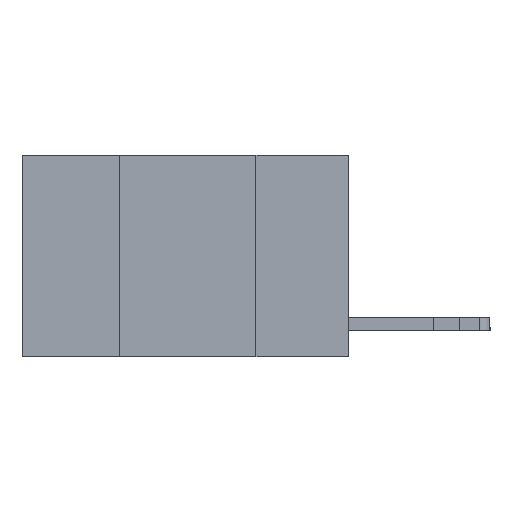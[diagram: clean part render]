
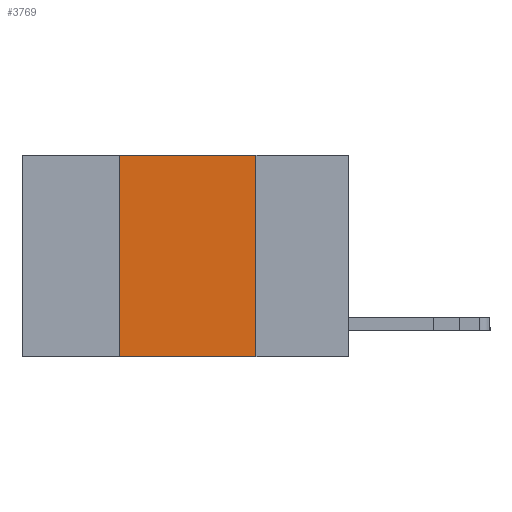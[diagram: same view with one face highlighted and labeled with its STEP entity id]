
A CAD part, left-side view. The second image highlights one B-rep face of the part: STEP entity #3769.
In plain terms, the highlighted planar face has unit normal (-1, 0, 0).
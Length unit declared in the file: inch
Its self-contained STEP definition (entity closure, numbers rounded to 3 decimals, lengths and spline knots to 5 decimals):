
#905 = LINE ( 'NONE', #8460, #9117 ) ;
#1129 = VECTOR ( 'NONE', #8288, 39.37008 ) ;
#1279 = CARTESIAN_POINT ( 'NONE',  ( 0., 0.42, -0.37 ) ) ;
#1656 = ORIENTED_EDGE ( 'NONE', *, *, #10478, .F. ) ;
#2494 = EDGE_CURVE ( 'NONE', #11574, #7325, #905, .T. ) ;
#2527 = VECTOR ( 'NONE', #11741, 39.37008 ) ;
#2970 = EDGE_LOOP ( 'NONE', ( #8325, #5508, #1656, #6422 ) ) ;
#3352 = CARTESIAN_POINT ( 'NONE',  ( 0., 0.6, 0. ) ) ;
#3470 = LINE ( 'NONE', #3352, #1129 ) ;
#3519 = AXIS2_PLACEMENT_3D ( 'NONE', #8039, #9932, #4047 ) ;
#3769 = ADVANCED_FACE ( 'NONE', ( #4179 ), #11775, .F. ) ;
#4047 = DIRECTION ( 'NONE',  ( 0., 0., -1. ) ) ;
#4179 = FACE_OUTER_BOUND ( 'NONE', #2970, .T. ) ;
#4699 = EDGE_CURVE ( 'NONE', #6182, #7325, #10673, .T. ) ;
#5508 = ORIENTED_EDGE ( 'NONE', *, *, #8368, .F. ) ;
#5750 = CARTESIAN_POINT ( 'NONE',  ( 0., 0.17, 0. ) ) ;
#6182 = VERTEX_POINT ( 'NONE', #1279 ) ;
#6223 = LINE ( 'NONE', #7914, #11437 ) ;
#6422 = ORIENTED_EDGE ( 'NONE', *, *, #4699, .T. ) ;
#6732 = CARTESIAN_POINT ( 'NONE',  ( 0., 0.17, -0.37 ) ) ;
#7325 = VERTEX_POINT ( 'NONE', #6732 ) ;
#7821 = CARTESIAN_POINT ( 'NONE',  ( 0., 0.6, -0.37 ) ) ;
#7914 = CARTESIAN_POINT ( 'NONE',  ( 0., 0.42, 0. ) ) ;
#8039 = CARTESIAN_POINT ( 'NONE',  ( 0., 0.6, 0. ) ) ;
#8288 = DIRECTION ( 'NONE',  ( 0., -1., 0. ) ) ;
#8325 = ORIENTED_EDGE ( 'NONE', *, *, #2494, .F. ) ;
#8368 = EDGE_CURVE ( 'NONE', #11571, #11574, #3470, .T. ) ;
#8460 = CARTESIAN_POINT ( 'NONE',  ( 0., 0.17, 0. ) ) ;
#8705 = DIRECTION ( 'NONE',  ( 0., 0., -1. ) ) ;
#9117 = VECTOR ( 'NONE', #8705, 39.37008 ) ;
#9932 = DIRECTION ( 'NONE',  ( 1., 0., 0. ) ) ;
#10478 = EDGE_CURVE ( 'NONE', #6182, #11571, #6223, .T. ) ;
#10569 = CARTESIAN_POINT ( 'NONE',  ( 0., 0.42, 0. ) ) ;
#10673 = LINE ( 'NONE', #7821, #2527 ) ;
#11437 = VECTOR ( 'NONE', #11776, 39.37008 ) ;
#11571 = VERTEX_POINT ( 'NONE', #10569 ) ;
#11574 = VERTEX_POINT ( 'NONE', #5750 ) ;
#11741 = DIRECTION ( 'NONE',  ( 0., -1., 0. ) ) ;
#11775 = PLANE ( 'NONE',  #3519 ) ;
#11776 = DIRECTION ( 'NONE',  ( 0., 0., 1. ) ) ;
